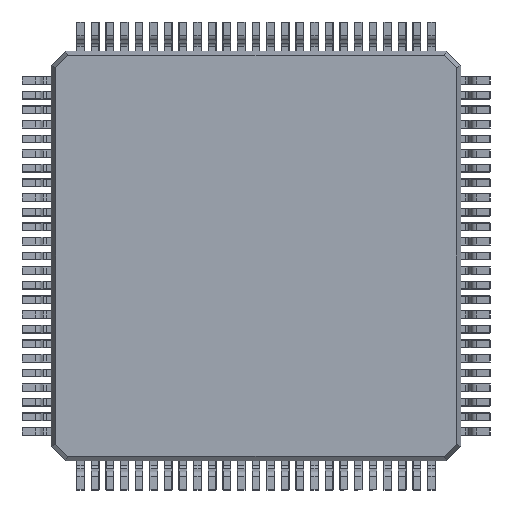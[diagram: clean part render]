
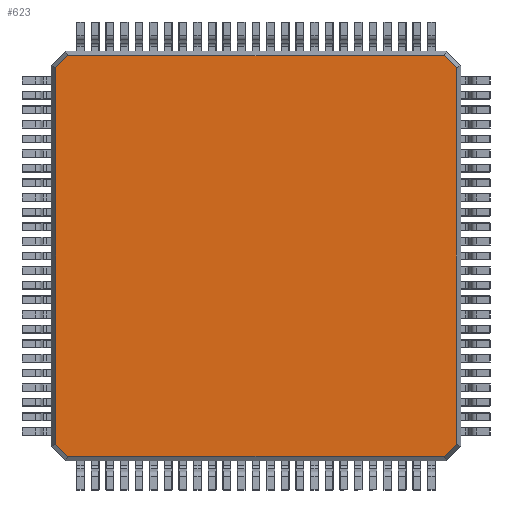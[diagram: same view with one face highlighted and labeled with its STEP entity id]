
A CAD part, front view. The second image highlights one B-rep face of the part: STEP entity #623.
In plain terms, the highlighted planar face has unit normal (0, -1, 0).
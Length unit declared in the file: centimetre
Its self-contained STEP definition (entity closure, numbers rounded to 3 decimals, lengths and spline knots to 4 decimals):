
#5 = CARTESIAN_POINT ( 'NONE',  ( 0.6438, 0.015, -0.685 ) ) ;
#14 = VERTEX_POINT ( 'NONE', #3182 ) ;
#124 = EDGE_CURVE ( 'NONE', #376, #14, #2966, .T. ) ;
#177 = EDGE_CURVE ( 'NONE', #2340, #892, #3751, .T. ) ;
#296 = CARTESIAN_POINT ( 'NONE',  ( 0., 0.015, 0.685 ) ) ;
#310 = VECTOR ( 'NONE', #3806, 100. ) ;
#376 = VERTEX_POINT ( 'NONE', #3217 ) ;
#403 = VERTEX_POINT ( 'NONE', #4080 ) ;
#537 = VECTOR ( 'NONE', #2707, 100. ) ;
#543 = DIRECTION ( 'NONE',  ( -0.707, 0., 0.707 ) ) ;
#623 = ADVANCED_FACE ( 'NONE', ( #2245 ), #3176, .T. ) ;
#632 = EDGE_CURVE ( 'NONE', #403, #2340, #4091, .T. ) ;
#638 = ORIENTED_EDGE ( 'NONE', *, *, #177, .T. ) ;
#654 = LINE ( 'NONE', #2360, #537 ) ;
#675 = CARTESIAN_POINT ( 'NONE',  ( -0.685, 0.015, -0.6438 ) ) ;
#743 = CARTESIAN_POINT ( 'NONE',  ( -0.6438, 0.015, 0.685 ) ) ;
#778 = CARTESIAN_POINT ( 'NONE',  ( 0.6438, 0.015, 0.685 ) ) ;
#892 = VERTEX_POINT ( 'NONE', #743 ) ;
#952 = EDGE_CURVE ( 'NONE', #1096, #4306, #2042, .T. ) ;
#982 = LINE ( 'NONE', #4319, #3610 ) ;
#989 = EDGE_CURVE ( 'NONE', #14, #1096, #2834, .T. ) ;
#1008 = VECTOR ( 'NONE', #1287, 100. ) ;
#1096 = VERTEX_POINT ( 'NONE', #3065 ) ;
#1180 = EDGE_CURVE ( 'NONE', #892, #376, #982, .T. ) ;
#1278 = CARTESIAN_POINT ( 'NONE',  ( 0.685, 0.015, 0.6438 ) ) ;
#1287 = DIRECTION ( 'NONE',  ( -1., 0., 0. ) ) ;
#1323 = EDGE_CURVE ( 'NONE', #4103, #403, #654, .T. ) ;
#1415 = CARTESIAN_POINT ( 'NONE',  ( 0.6438, 0.015, -0.685 ) ) ;
#1465 = VECTOR ( 'NONE', #543, 100. ) ;
#1534 = ORIENTED_EDGE ( 'NONE', *, *, #2957, .T. ) ;
#1617 = DIRECTION ( 'NONE',  ( 1., 0., 0. ) ) ;
#1783 = LINE ( 'NONE', #5, #3512 ) ;
#1904 = DIRECTION ( 'NONE',  ( 1., 0., 0. ) ) ;
#1943 = DIRECTION ( 'NONE',  ( 0., -1., 0. ) ) ;
#2042 = LINE ( 'NONE', #4265, #3865 ) ;
#2245 = FACE_OUTER_BOUND ( 'NONE', #4241, .T. ) ;
#2299 = CARTESIAN_POINT ( 'NONE',  ( 0., 0.015, -0.7 ) ) ;
#2316 = ORIENTED_EDGE ( 'NONE', *, *, #124, .T. ) ;
#2340 = VERTEX_POINT ( 'NONE', #778 ) ;
#2360 = CARTESIAN_POINT ( 'NONE',  ( 0.685, 0.015, -0.7 ) ) ;
#2425 = DIRECTION ( 'NONE',  ( 0.707, 0., 0.707 ) ) ;
#2615 = DIRECTION ( 'NONE',  ( -0.707, 0., -0.707 ) ) ;
#2707 = DIRECTION ( 'NONE',  ( 0., 0., 1. ) ) ;
#2708 = DIRECTION ( 'NONE',  ( 0.707, 0., -0.707 ) ) ;
#2834 = LINE ( 'NONE', #675, #4010 ) ;
#2957 = EDGE_CURVE ( 'NONE', #4306, #4103, #1783, .T. ) ;
#2966 = LINE ( 'NONE', #3092, #310 ) ;
#3044 = AXIS2_PLACEMENT_3D ( 'NONE', #2299, #1943, #1617 ) ;
#3065 = CARTESIAN_POINT ( 'NONE',  ( -0.6438, 0.015, -0.685 ) ) ;
#3092 = CARTESIAN_POINT ( 'NONE',  ( -0.685, 0.015, -0.7 ) ) ;
#3176 = PLANE ( 'NONE',  #3044 ) ;
#3182 = CARTESIAN_POINT ( 'NONE',  ( -0.685, 0.015, -0.6438 ) ) ;
#3217 = CARTESIAN_POINT ( 'NONE',  ( -0.685, 0.015, 0.6438 ) ) ;
#3512 = VECTOR ( 'NONE', #2425, 100. ) ;
#3610 = VECTOR ( 'NONE', #2615, 100. ) ;
#3629 = ORIENTED_EDGE ( 'NONE', *, *, #952, .T. ) ;
#3683 = ORIENTED_EDGE ( 'NONE', *, *, #1180, .T. ) ;
#3731 = CARTESIAN_POINT ( 'NONE',  ( 0.685, 0.015, -0.6438 ) ) ;
#3751 = LINE ( 'NONE', #296, #1008 ) ;
#3806 = DIRECTION ( 'NONE',  ( 0., 0., -1. ) ) ;
#3865 = VECTOR ( 'NONE', #1904, 100. ) ;
#4010 = VECTOR ( 'NONE', #2708, 100. ) ;
#4080 = CARTESIAN_POINT ( 'NONE',  ( 0.685, 0.015, 0.6438 ) ) ;
#4091 = LINE ( 'NONE', #1278, #1465 ) ;
#4094 = ORIENTED_EDGE ( 'NONE', *, *, #1323, .T. ) ;
#4103 = VERTEX_POINT ( 'NONE', #3731 ) ;
#4123 = ORIENTED_EDGE ( 'NONE', *, *, #989, .T. ) ;
#4154 = ORIENTED_EDGE ( 'NONE', *, *, #632, .T. ) ;
#4241 = EDGE_LOOP ( 'NONE', ( #1534, #4094, #4154, #638, #3683, #2316, #4123, #3629 ) ) ;
#4265 = CARTESIAN_POINT ( 'NONE',  ( 0., 0.015, -0.685 ) ) ;
#4306 = VERTEX_POINT ( 'NONE', #1415 ) ;
#4319 = CARTESIAN_POINT ( 'NONE',  ( -0.6438, 0.015, 0.685 ) ) ;
